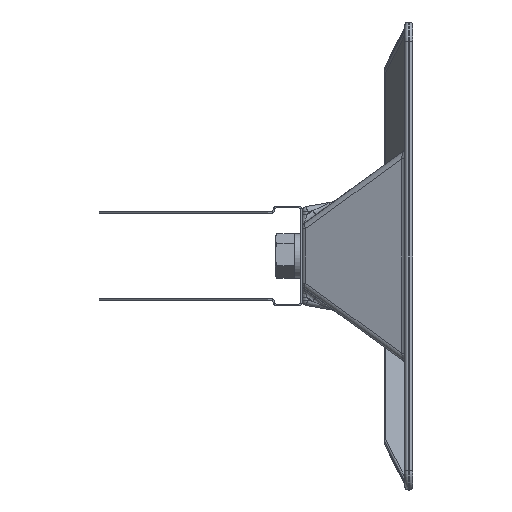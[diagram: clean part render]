
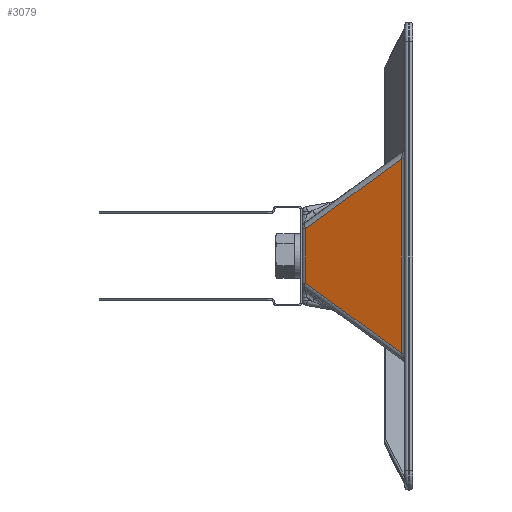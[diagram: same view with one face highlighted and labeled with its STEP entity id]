
A CAD part, left-side view. The second image highlights one B-rep face of the part: STEP entity #3079.
In plain terms, the highlighted planar face has unit normal (-0.94, 0.342, 0).
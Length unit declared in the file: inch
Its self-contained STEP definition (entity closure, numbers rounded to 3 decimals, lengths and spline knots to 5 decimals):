
#1004=CARTESIAN_POINT('',(-6.02395,2.0642,-0.5244));
#1005=VERTEX_POINT('',#1004);
#3042=CARTESIAN_POINT('',(-6.,2.13,-0.6));
#3043=DIRECTION('',(-0.94,0.342,0.0));
#3044=DIRECTION('',(0.0,0.0,1.0));
#3045=AXIS2_PLACEMENT_3D('',#3042,#3043,#3044);
#3046=PLANE('',#3045);
#3047=CARTESIAN_POINT('',(-6.69489,0.2208,-1.86584));
#3048=VERTEX_POINT('',#3047);
#3049=CARTESIAN_POINT('',(-6.69489,0.2208,1.86584));
#3050=VERTEX_POINT('',#3049);
#3051=CARTESIAN_POINT('',(-6.69489,0.2208,-1.86584));
#3052=DIRECTION('',(0.0,0.0,1.0));
#3053=VECTOR('',#3052,3.73169);
#3054=LINE('',#3051,#3053);
#3055=EDGE_CURVE('',#3048,#3050,#3054,.T.);
#3056=ORIENTED_EDGE('',*,*,#3055,.T.);
#3057=CARTESIAN_POINT('',(-6.02395,2.0642,0.5244));
#3058=VERTEX_POINT('',#3057);
#3059=CARTESIAN_POINT('',(-6.69489,0.2208,1.86584));
#3060=DIRECTION('',(0.282,0.776,-0.564));
#3061=VECTOR('',#3060,2.37651);
#3062=LINE('',#3059,#3061);
#3063=EDGE_CURVE('',#3050,#3058,#3062,.T.);
#3064=ORIENTED_EDGE('',*,*,#3063,.T.);
#3065=CARTESIAN_POINT('',(-6.02395,2.0642,0.5244));
#3066=DIRECTION('',(0.0,0.0,-1.0));
#3067=VECTOR('',#3066,1.0488);
#3068=LINE('',#3065,#3067);
#3069=EDGE_CURVE('',#3058,#1005,#3068,.T.);
#3070=ORIENTED_EDGE('',*,*,#3069,.T.);
#3071=CARTESIAN_POINT('',(-6.02395,2.0642,-0.5244));
#3072=DIRECTION('',(-0.282,-0.776,-0.564));
#3073=VECTOR('',#3072,2.37651);
#3074=LINE('',#3071,#3073);
#3075=EDGE_CURVE('',#1005,#3048,#3074,.T.);
#3076=ORIENTED_EDGE('',*,*,#3075,.T.);
#3077=EDGE_LOOP('',(#3056,#3064,#3070,#3076));
#3078=FACE_OUTER_BOUND('',#3077,.T.);
#3079=ADVANCED_FACE('',(#3078),#3046,.T.);
